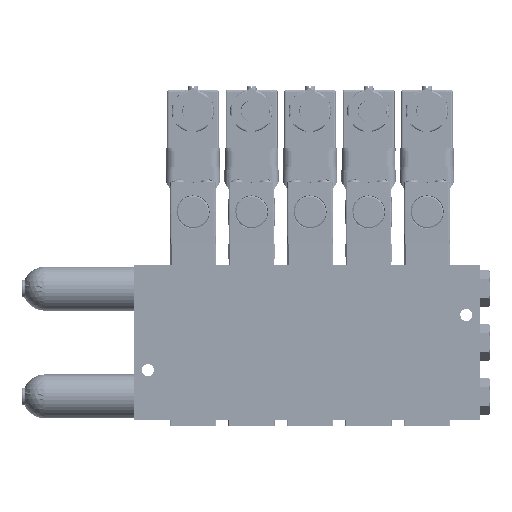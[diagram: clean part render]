
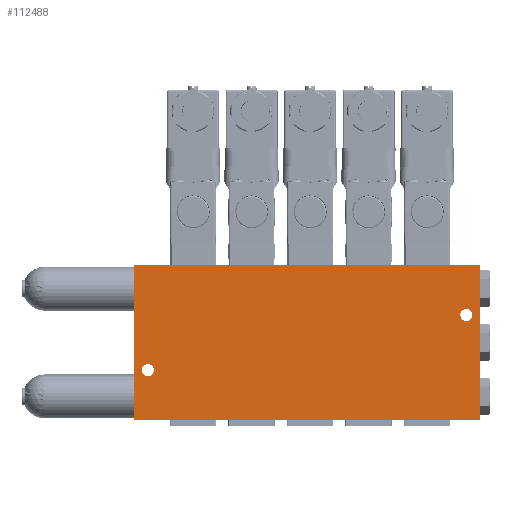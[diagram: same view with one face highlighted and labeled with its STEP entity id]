
A CAD part, front view. The second image highlights one B-rep face of the part: STEP entity #112488.
In plain terms, the highlighted planar face has unit normal (0, -1, 0).
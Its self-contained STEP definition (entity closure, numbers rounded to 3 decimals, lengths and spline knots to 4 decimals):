
#4670=DIRECTION('',(1.,0.,0.));
#4671=VECTOR('',#4670,7.375);
#4672=CARTESIAN_POINT('',(-3.6875,-0.625,0.));
#4673=LINE('',#4672,#4671);
#4728=DIRECTION('',(1.,0.,0.));
#4729=VECTOR('',#4728,7.375);
#4730=CARTESIAN_POINT('',(-3.6875,-0.625,3.3));
#4731=LINE('',#4730,#4729);
#4732=DIRECTION('',(0.,0.,1.));
#4733=VECTOR('',#4732,3.3);
#4734=CARTESIAN_POINT('',(3.6875,-0.625,0.));
#4735=LINE('',#4734,#4733);
#4808=DIRECTION('',(0.,0.,1.));
#4809=VECTOR('',#4808,3.3);
#4810=CARTESIAN_POINT('',(-3.6875,-0.625,0.));
#4811=LINE('',#4810,#4809);
#4812=CARTESIAN_POINT('',(-3.4025,-0.625,1.06));
#4813=DIRECTION('',(0.,1.,0.));
#4814=DIRECTION('',(1.,0.,0.));
#4815=AXIS2_PLACEMENT_3D('',#4812,#4813,#4814);
#4817=CARTESIAN_POINT('',(-3.4025,-0.625,1.06));
#4818=DIRECTION('',(0.,1.,0.));
#4819=DIRECTION('',(-1.,0.,0.));
#4820=AXIS2_PLACEMENT_3D('',#4817,#4818,#4819);
#4822=CARTESIAN_POINT('',(3.4025,-0.625,2.24));
#4823=DIRECTION('',(0.,1.,0.));
#4824=DIRECTION('',(1.,0.,0.));
#4825=AXIS2_PLACEMENT_3D('',#4822,#4823,#4824);
#4827=CARTESIAN_POINT('',(3.4025,-0.625,2.24));
#4828=DIRECTION('',(0.,1.,0.));
#4829=DIRECTION('',(-1.,0.,0.));
#4830=AXIS2_PLACEMENT_3D('',#4827,#4828,#4829);
#89183=CARTESIAN_POINT('',(-3.6875,-0.625,0.));
#89185=VERTEX_POINT('',#89183);
#89186=CARTESIAN_POINT('',(3.6875,-0.625,0.));
#89187=VERTEX_POINT('',#89186);
#89191=CARTESIAN_POINT('',(-3.6875,-0.625,3.3));
#89193=VERTEX_POINT('',#89191);
#89194=CARTESIAN_POINT('',(3.6875,-0.625,3.3));
#89195=VERTEX_POINT('',#89194);
#105065=CARTESIAN_POINT('',(-3.2725,-0.625,1.06));
#105066=CARTESIAN_POINT('',(-3.5325,-0.625,1.06));
#105067=VERTEX_POINT('',#105065);
#105068=VERTEX_POINT('',#105066);
#105069=CARTESIAN_POINT('',(3.5325,-0.625,2.24));
#105070=CARTESIAN_POINT('',(3.2725,-0.625,2.24));
#105071=VERTEX_POINT('',#105069);
#105072=VERTEX_POINT('',#105070);
#112465=CARTESIAN_POINT('',(-3.6875,-0.625,0.));
#112466=DIRECTION('',(0.,-1.,0.));
#112467=DIRECTION('',(1.,0.,0.));
#112468=AXIS2_PLACEMENT_3D('',#112465,#112466,#112467);
#112469=PLANE('',#112468);
#112470=ORIENTED_EDGE('',*,*,#112356,.F.);
#112471=ORIENTED_EDGE('',*,*,#112373,.T.);
#112472=ORIENTED_EDGE('',*,*,#112405,.T.);
#112473=ORIENTED_EDGE('',*,*,#112416,.F.);
#112474=EDGE_LOOP('',(#112470,#112471,#112472,#112473));
#112475=FACE_OUTER_BOUND('',#112474,.F.);
#112477=ORIENTED_EDGE('',*,*,#112476,.F.);
#112479=ORIENTED_EDGE('',*,*,#112478,.F.);
#112480=EDGE_LOOP('',(#112477,#112479));
#112481=FACE_BOUND('',#112480,.F.);
#112483=ORIENTED_EDGE('',*,*,#112482,.F.);
#112485=ORIENTED_EDGE('',*,*,#112484,.F.);
#112486=EDGE_LOOP('',(#112483,#112485));
#112487=FACE_BOUND('',#112486,.F.);
#4816=CIRCLE('',#4815,0.13);
#4821=CIRCLE('',#4820,0.13);
#4826=CIRCLE('',#4825,0.13);
#4831=CIRCLE('',#4830,0.13);
#112356=EDGE_CURVE('',#89185,#89187,#4673,.T.);
#112373=EDGE_CURVE('',#89185,#89193,#4811,.T.);
#112405=EDGE_CURVE('',#89193,#89195,#4731,.T.);
#112416=EDGE_CURVE('',#89187,#89195,#4735,.T.);
#112476=EDGE_CURVE('',#105067,#105068,#4816,.T.);
#112478=EDGE_CURVE('',#105068,#105067,#4821,.T.);
#112482=EDGE_CURVE('',#105071,#105072,#4826,.T.);
#112484=EDGE_CURVE('',#105072,#105071,#4831,.T.);
#112488=ADVANCED_FACE('',(#112475,#112481,#112487),#112469,.T.);
